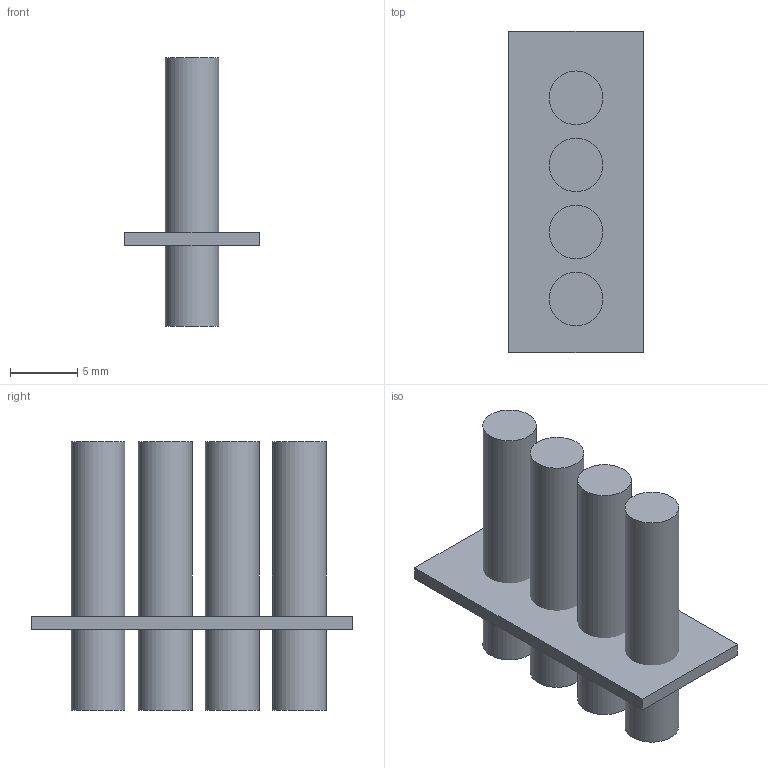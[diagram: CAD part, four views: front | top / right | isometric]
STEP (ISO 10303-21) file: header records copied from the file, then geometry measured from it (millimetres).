
FILE_DESCRIPTION(('Open CASCADE Model'),'2;1');
FILE_NAME('Open CASCADE Shape Model','2009-07-16T11:02:00',('Author'),( 'Open CASCADE'),'Open CASCADE STEP processor 6.3','Open CASCADE 6.3' ,'Unknown');
FILE_SCHEMA(('AUTOMOTIVE_DESIGN_CC2 { 1 2 10303 214 -1 1 5 4 }'));
Length unit declared in the file: millimetre
Products named in the file (5): Open CASCADE STEP translator 6.3 12; Open CASCADE STEP translator 6.3 13; Open CASCADE STEP translator 6.3 14; Open CASCADE STEP translator 6.3 15; Open CASCADE STEP translator 6.3 16
Bounding box: 10 x 24 x 20 mm (x, y, z)
Volume: 1245.3 mm3; surface area: 1653.8 mm2
Topology: 5 solids, 5 shells, 18 faces, 24 edges, 16 vertices
Faces by surface type: plane 14, cylinder 4
Full cylindrical faces by diameter (mm): 4 x4
Entity records: 730 total; most frequent: DIRECTION 118, CARTESIAN_POINT 107, LINE 56, VECTOR 56, ORIENTED_EDGE 48, PCURVE 48, DEFINITIONAL_REPRESENTATION 48, AXIS2_PLACEMENT_3D 27
